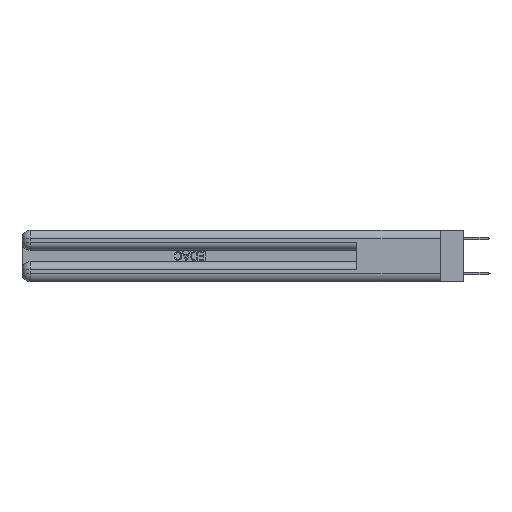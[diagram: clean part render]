
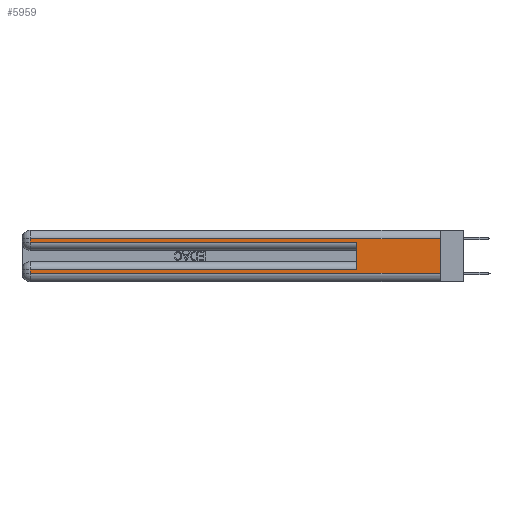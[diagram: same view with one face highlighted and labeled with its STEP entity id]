
A CAD part, left-side view. The second image highlights one B-rep face of the part: STEP entity #5959.
In plain terms, the highlighted planar face has unit normal (-1, 0, 0).
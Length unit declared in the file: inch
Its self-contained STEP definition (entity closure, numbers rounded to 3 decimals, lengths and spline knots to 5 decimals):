
#392 = LINE ( 'NONE', #13320, #6613 ) ;
#411 = VERTEX_POINT ( 'NONE', #6844 ) ;
#602 = LINE ( 'NONE', #28598, #12329 ) ;
#683 = VECTOR ( 'NONE', #12671, 39.37008 ) ;
#695 = EDGE_LOOP ( 'NONE', ( #9484, #8339, #21069, #17355, #22516, #26607, #26901, #13947 ) ) ;
#1065 = VECTOR ( 'NONE', #19666, 39.37008 ) ;
#1342 = LINE ( 'NONE', #8816, #20710 ) ;
#1966 = EDGE_CURVE ( 'NONE', #9210, #14102, #28926, .T. ) ;
#3517 = CARTESIAN_POINT ( 'NONE',  ( 0., 2.94, 0.06 ) ) ;
#4034 = CARTESIAN_POINT ( 'NONE',  ( 0., 2.94, 0.31 ) ) ;
#4279 = DIRECTION ( 'NONE',  ( 0., 0., -1. ) ) ;
#5821 = DIRECTION ( 'NONE',  ( 0., 0., -1. ) ) ;
#5959 = ADVANCED_FACE ( 'NONE', ( #9509 ), #27190, .F. ) ;
#6305 = EDGE_CURVE ( 'NONE', #14102, #411, #13151, .T. ) ;
#6471 = VERTEX_POINT ( 'NONE', #4034 ) ;
#6613 = VECTOR ( 'NONE', #8606, 39.37008 ) ;
#6844 = CARTESIAN_POINT ( 'NONE',  ( 0., 0., 0.06 ) ) ;
#7707 = VECTOR ( 'NONE', #28388, 39.37008 ) ;
#7828 = EDGE_CURVE ( 'NONE', #15374, #15441, #602, .T. ) ;
#7967 = CARTESIAN_POINT ( 'NONE',  ( 0., 0., 0.06 ) ) ;
#8339 = ORIENTED_EDGE ( 'NONE', *, *, #9082, .T. ) ;
#8606 = DIRECTION ( 'NONE',  ( 0., 0., -1. ) ) ;
#8816 = CARTESIAN_POINT ( 'NONE',  ( 0., 0., 0.285 ) ) ;
#9082 = EDGE_CURVE ( 'NONE', #26603, #6471, #22807, .T. ) ;
#9210 = VERTEX_POINT ( 'NONE', #28622 ) ;
#9484 = ORIENTED_EDGE ( 'NONE', *, *, #28795, .F. ) ;
#9509 = FACE_OUTER_BOUND ( 'NONE', #695, .T. ) ;
#10434 = CARTESIAN_POINT ( 'NONE',  ( 0., 0.6, 0.085 ) ) ;
#11811 = VERTEX_POINT ( 'NONE', #22110 ) ;
#12329 = VECTOR ( 'NONE', #21545, 39.37008 ) ;
#12671 = DIRECTION ( 'NONE',  ( 0., -1., 0. ) ) ;
#13151 = LINE ( 'NONE', #7967, #683 ) ;
#13320 = CARTESIAN_POINT ( 'NONE',  ( 0., 2.94, 0.37 ) ) ;
#13522 = LINE ( 'NONE', #17332, #1065 ) ;
#13947 = ORIENTED_EDGE ( 'NONE', *, *, #6305, .T. ) ;
#14102 = VERTEX_POINT ( 'NONE', #3517 ) ;
#14256 = DIRECTION ( 'NONE',  ( 0., 1., 0. ) ) ;
#15374 = VERTEX_POINT ( 'NONE', #10434 ) ;
#15441 = VERTEX_POINT ( 'NONE', #29305 ) ;
#16717 = CARTESIAN_POINT ( 'NONE',  ( 0., 0., 0.31 ) ) ;
#17332 = CARTESIAN_POINT ( 'NONE',  ( 0., 0., 0.085 ) ) ;
#17355 = ORIENTED_EDGE ( 'NONE', *, *, #30273, .T. ) ;
#18105 = EDGE_CURVE ( 'NONE', #6471, #11811, #392, .T. ) ;
#18292 = DIRECTION ( 'NONE',  ( 1., 0., 0. ) ) ;
#19666 = DIRECTION ( 'NONE',  ( 0., 1., 0. ) ) ;
#20710 = VECTOR ( 'NONE', #25152, 39.37008 ) ;
#21069 = ORIENTED_EDGE ( 'NONE', *, *, #18105, .T. ) ;
#21545 = DIRECTION ( 'NONE',  ( 0., 0., 1. ) ) ;
#21981 = VECTOR ( 'NONE', #5821, 39.37008 ) ;
#22110 = CARTESIAN_POINT ( 'NONE',  ( 0., 2.94, 0.285 ) ) ;
#22516 = ORIENTED_EDGE ( 'NONE', *, *, #7828, .F. ) ;
#22807 = LINE ( 'NONE', #25881, #27572 ) ;
#25152 = DIRECTION ( 'NONE',  ( 0., -1., 0. ) ) ;
#25276 = AXIS2_PLACEMENT_3D ( 'NONE', #29938, #18292, #4279 ) ;
#25881 = CARTESIAN_POINT ( 'NONE',  ( 0., 0., 0.31 ) ) ;
#26333 = LINE ( 'NONE', #28291, #7707 ) ;
#26603 = VERTEX_POINT ( 'NONE', #16717 ) ;
#26607 = ORIENTED_EDGE ( 'NONE', *, *, #29535, .T. ) ;
#26856 = CARTESIAN_POINT ( 'NONE',  ( 0., 2.94, 0.37 ) ) ;
#26901 = ORIENTED_EDGE ( 'NONE', *, *, #1966, .T. ) ;
#27190 = PLANE ( 'NONE',  #25276 ) ;
#27572 = VECTOR ( 'NONE', #14256, 39.37008 ) ;
#28291 = CARTESIAN_POINT ( 'NONE',  ( 0., 0., 0.37 ) ) ;
#28388 = DIRECTION ( 'NONE',  ( 0., 0., -1. ) ) ;
#28598 = CARTESIAN_POINT ( 'NONE',  ( 0., 0.6, 0.145 ) ) ;
#28622 = CARTESIAN_POINT ( 'NONE',  ( 0., 2.94, 0.085 ) ) ;
#28795 = EDGE_CURVE ( 'NONE', #26603, #411, #26333, .T. ) ;
#28926 = LINE ( 'NONE', #26856, #21981 ) ;
#29305 = CARTESIAN_POINT ( 'NONE',  ( 0., 0.6, 0.285 ) ) ;
#29535 = EDGE_CURVE ( 'NONE', #15374, #9210, #13522, .T. ) ;
#29938 = CARTESIAN_POINT ( 'NONE',  ( 0., 0., 0.37 ) ) ;
#30273 = EDGE_CURVE ( 'NONE', #11811, #15441, #1342, .T. ) ;
